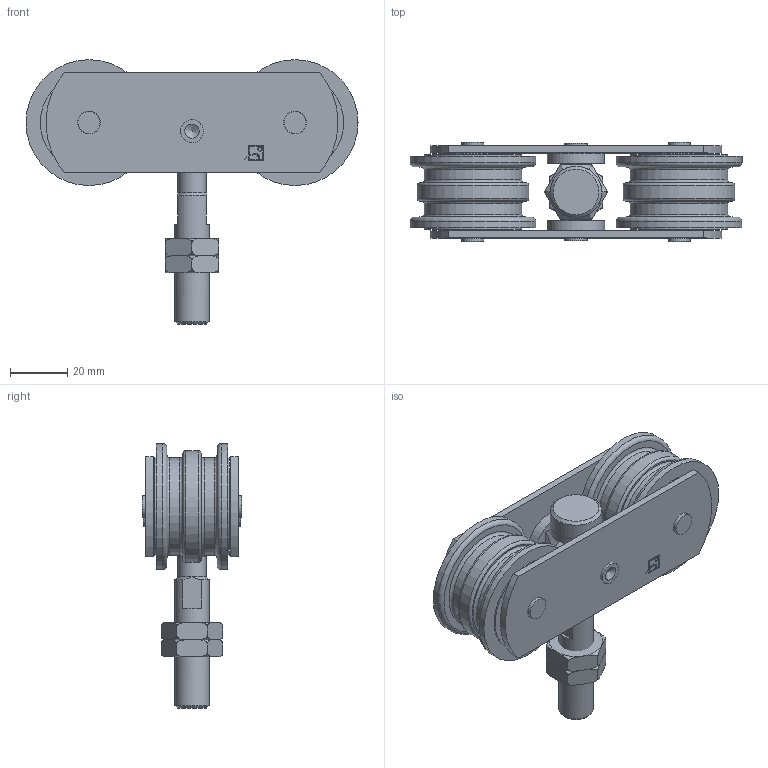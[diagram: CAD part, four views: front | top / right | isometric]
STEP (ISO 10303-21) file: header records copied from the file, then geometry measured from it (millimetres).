
FILE_DESCRIPTION(/* description */ (''),/* implementation_level */ '2;1');
FILE_NAME(/* name */ '0653A.stp',/* time_stamp */ '2023-09-27T16:46:00+02:00',/* author */ ('Didierr'),/* organization */ (''),/* preprocessor_version */ 'ST-DEVELOPER v18.1',/* originating_system */ 'Autodesk Inventor 2021',/* authorisation */ '');
FILE_SCHEMA (('CONFIG_CONTROL_DESIGN'));
Length unit declared in the file: millimetre
Products named in the file (12): 653A; 11002; 14592; 15162; 06012; 15246; 13595; 13595 BIS; AS606-A-NT; CAG5; 15018; 15657
Assembly tree (25 placements, depth 3):
  653A
    14592  x2
    11002  x2
    15162
    06012  x2
    15246
    13595
    13595 BIS  x2
    AS606-A-NT  x2
    CAG5  x2
      15018
      15657
Bounding box: 116 x 34.6 x 92.5 mm (x, y, z)
Volume: 91986.2 mm3; surface area: 58585.4 mm2
Topology: 33 solids, 33 shells, 395 faces, 956 edges, 620 vertices
Faces by surface type: plane 189, cylinder 163, torus 27, cone 16
Full cylindrical faces by diameter (mm): 1.392 x2, 5 x20, 7.7 x4, 7.8 x2, 7.9 x6, 8 x2, 8.1 x2, 10 x1, 10.106 x2, 12 x2, 12.2 x1, 12.5 x1, 14 x4, 17.5 x2, 18 x2, 20 x2, 23.8 x2, 24.15 x2, 34 x8, 39 x2, 44 x4
Entity records: 6938 total; most frequent: CARTESIAN_POINT 1408, DIRECTION 1165, ORIENTED_EDGE 1000, EDGE_CURVE 500, AXIS2_PLACEMENT_3D 460, VERTEX_POINT 323, LINE 245, VECTOR 245
